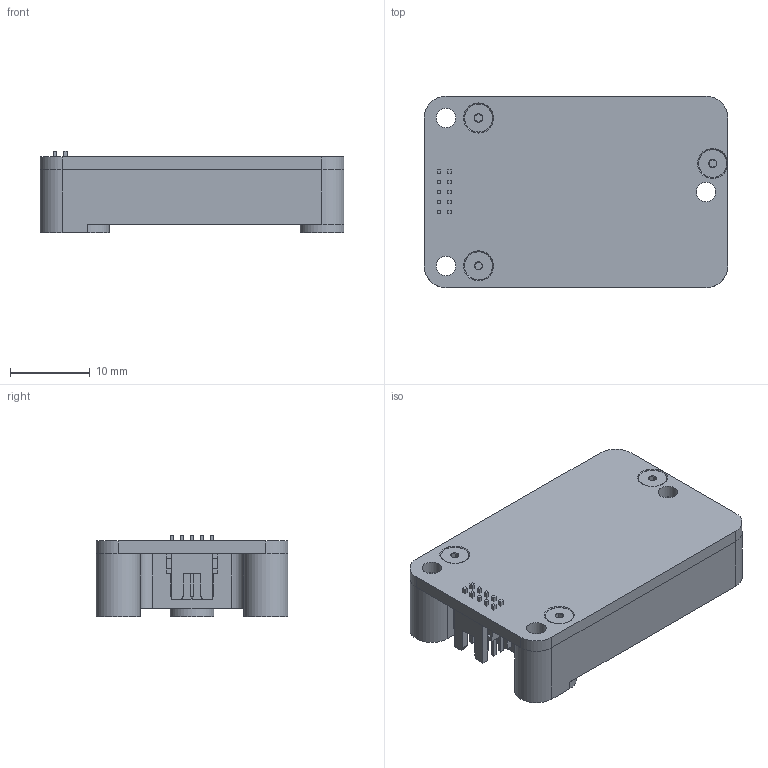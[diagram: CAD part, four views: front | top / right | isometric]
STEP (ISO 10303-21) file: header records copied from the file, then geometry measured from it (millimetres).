
FILE_DESCRIPTION(/* description */ (''),/* implementation_level */ '2;1');
FILE_NAME(/* name */ '3065-0254_EXT.stp',/* time_stamp */ '2020-12-08T10:28:10-05:00',/* author */ ('301817'),/* organization */ (''),/* preprocessor_version */ 'ST-DEVELOPER v17.2',/* originating_system */ 'Autodesk Inventor 2019',/* authorisation */ '');
FILE_SCHEMA (('AUTOMOTIVE_DESIGN { 1 0 10303 214 3 1 1 }'));
Length unit declared in the file: inch
Products named in the file (1): 3065-0254_Shrinkwrap_1
Bounding box: 38 x 23.98 x 10.16 mm (x, y, z)
Volume: 3631.9 mm3; surface area: 5960.9 mm2
Topology: 6 solids, 6 shells, 451 faces, 1188 edges, 767 vertices
Faces by surface type: plane 299, cylinder 110, cone 33, bspline 6, torus 3
Full cylindrical faces by diameter (mm): 1.112 x27, 1.194 x3, 1.524 x27, 1.778 x3, 2.381 x1, 2.438 x6, 3.505 x3, 5.486 x1
Entity records: 20379 total; most frequent: CARTESIAN_POINT 9373, ORIENTED_EDGE 2376, DIRECTION 2079, EDGE_CURVE 1188, LINE 853, VECTOR 853, VERTEX_POINT 767, AXIS2_PLACEMENT_3D 613
